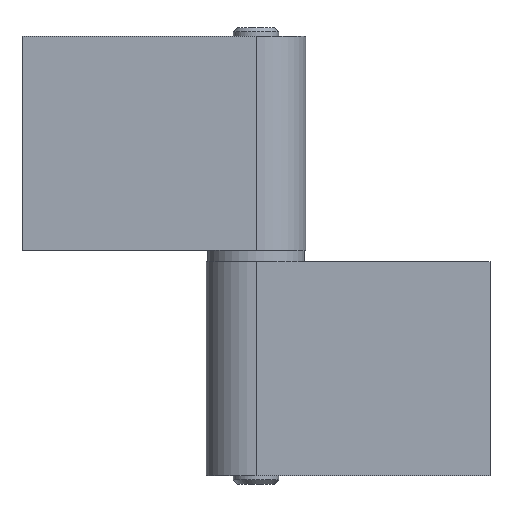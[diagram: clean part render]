
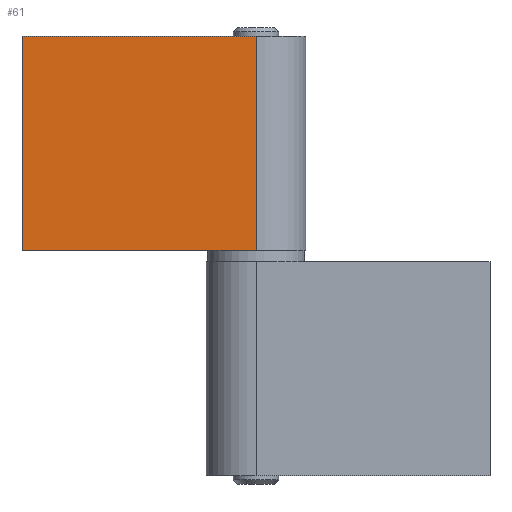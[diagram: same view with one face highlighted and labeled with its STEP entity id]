
A CAD part, top view. The second image highlights one B-rep face of the part: STEP entity #61.
In plain terms, the highlighted planar face has unit normal (0, 0, 1).
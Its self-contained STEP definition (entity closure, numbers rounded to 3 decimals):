
#61 = ADVANCED_FACE ( 'NONE', ( #243 ), #242, .F. ) ;
#62 = EDGE_LOOP ( 'NONE', ( #63, #138, #140, #141 ) ) ;
#63 = ORIENTED_EDGE ( 'NONE', *, *, #157, .T. ) ;
#76 = VERTEX_POINT ( 'NONE', #290 ) ;
#138 = ORIENTED_EDGE ( 'NONE', *, *, #139, .F. ) ;
#139 = EDGE_CURVE ( 'NONE', #76, #155, #351, .T. ) ;
#140 = ORIENTED_EDGE ( 'NONE', *, *, #226, .F. ) ;
#141 = ORIENTED_EDGE ( 'NONE', *, *, #218, .T. ) ;
#155 = VERTEX_POINT ( 'NONE', #483 ) ;
#157 = EDGE_CURVE ( 'NONE', #216, #155, #493, .T. ) ;
#210 = VERTEX_POINT ( 'NONE', #529 ) ;
#216 = VERTEX_POINT ( 'NONE', #556 ) ;
#218 = EDGE_CURVE ( 'NONE', #210, #216, #554, .T. ) ;
#226 = EDGE_CURVE ( 'NONE', #210, #76, #617, .T. ) ;
#240 = CARTESIAN_POINT ( 'NONE',  ( 0., 75., 17.5 ) ) ;
#241 = AXIS2_PLACEMENT_3D ( 'NONE', #240, #304, #303 ) ;
#242 = PLANE ( 'NONE',  #241 ) ;
#243 = FACE_OUTER_BOUND ( 'NONE', #62, .T. ) ;
#290 = CARTESIAN_POINT ( 'NONE',  ( 82., 75., 17.5 ) ) ;
#303 = DIRECTION ( 'NONE',  ( -1., 0., 0. ) ) ;
#304 = DIRECTION ( 'NONE',  ( 0., 0., -1. ) ) ;
#348 = DIRECTION ( 'NONE',  ( 0., -1., 0. ) ) ;
#349 = VECTOR ( 'NONE', #348, 1000. ) ;
#350 = CARTESIAN_POINT ( 'NONE',  ( 82., 75., 17.5 ) ) ;
#351 = LINE ( 'NONE', #350, #349 ) ;
#483 = CARTESIAN_POINT ( 'NONE',  ( 82., 0., 17.5 ) ) ;
#484 = DIRECTION ( 'NONE',  ( 1., 0., 0. ) ) ;
#485 = VECTOR ( 'NONE', #484, 1000. ) ;
#486 = CARTESIAN_POINT ( 'NONE',  ( 0., 0., 17.5 ) ) ;
#493 = LINE ( 'NONE', #486, #485 ) ;
#529 = CARTESIAN_POINT ( 'NONE',  ( 0., 75., 17.5 ) ) ;
#551 = DIRECTION ( 'NONE',  ( 0., -1., 0. ) ) ;
#552 = VECTOR ( 'NONE', #551, 1000. ) ;
#553 = CARTESIAN_POINT ( 'NONE',  ( 0., 75., 17.5 ) ) ;
#554 = LINE ( 'NONE', #553, #552 ) ;
#556 = CARTESIAN_POINT ( 'NONE',  ( 0., 0., 17.5 ) ) ;
#611 = DIRECTION ( 'NONE',  ( 1., 0., 0. ) ) ;
#615 = VECTOR ( 'NONE', #611, 1000. ) ;
#616 = CARTESIAN_POINT ( 'NONE',  ( 0., 75., 17.5 ) ) ;
#617 = LINE ( 'NONE', #616, #615 ) ;
